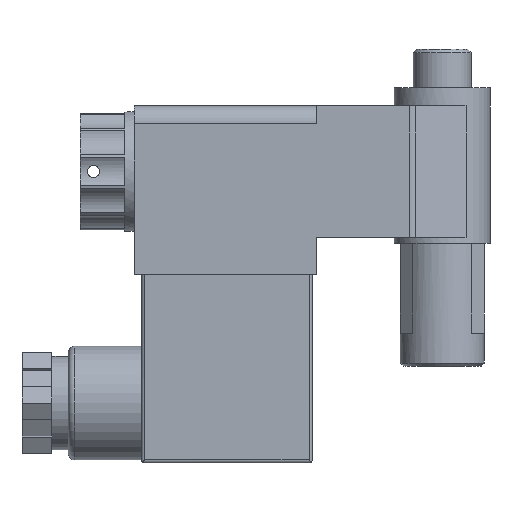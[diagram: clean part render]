
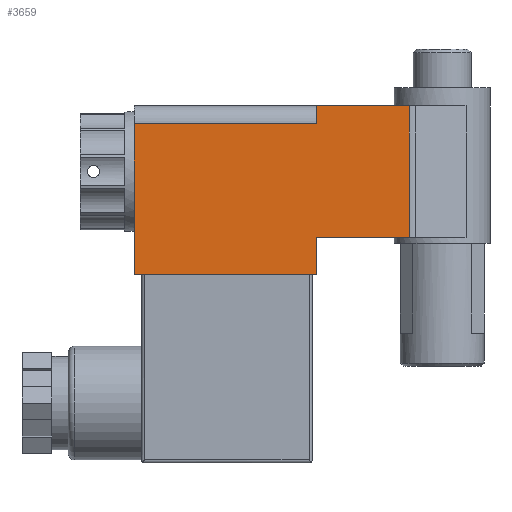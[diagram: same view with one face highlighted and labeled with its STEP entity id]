
A CAD part, left-side view. The second image highlights one B-rep face of the part: STEP entity #3659.
In plain terms, the highlighted planar face has unit normal (-1, 0, 0).
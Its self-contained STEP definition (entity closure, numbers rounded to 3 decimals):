
#85=PLANE('',#3850);
#495=ORIENTED_EDGE('',*,*,#1190,.T.);
#496=ORIENTED_EDGE('',*,*,#1191,.T.);
#497=ORIENTED_EDGE('',*,*,#1192,.T.);
#498=ORIENTED_EDGE('',*,*,#1172,.F.);
#499=ORIENTED_EDGE('',*,*,#1193,.F.);
#500=ORIENTED_EDGE('',*,*,#1194,.F.);
#501=ORIENTED_EDGE('',*,*,#1195,.F.);
#502=ORIENTED_EDGE('',*,*,#1188,.T.);
#1172=EDGE_CURVE('',#1511,#1512,#1766,.T.);
#1188=EDGE_CURVE('',#1522,#1521,#1776,.T.);
#1190=EDGE_CURVE('',#1521,#1523,#1778,.T.);
#1191=EDGE_CURVE('',#1523,#1524,#1779,.T.);
#1192=EDGE_CURVE('',#1524,#1512,#1780,.T.);
#1193=EDGE_CURVE('',#1525,#1511,#1781,.T.);
#1194=EDGE_CURVE('',#1526,#1525,#1782,.T.);
#1195=EDGE_CURVE('',#1522,#1526,#1783,.T.);
#1511=VERTEX_POINT('',#5240);
#1512=VERTEX_POINT('',#5242);
#1521=VERTEX_POINT('',#5268);
#1522=VERTEX_POINT('',#5270);
#1523=VERTEX_POINT('',#5274);
#1524=VERTEX_POINT('',#5276);
#1525=VERTEX_POINT('',#5279);
#1526=VERTEX_POINT('',#5281);
#1766=LINE('',#5241,#2005);
#1776=LINE('',#5269,#2015);
#1778=LINE('',#5273,#2017);
#1779=LINE('',#5275,#2018);
#1780=LINE('',#5277,#2019);
#1781=LINE('',#5278,#2020);
#1782=LINE('',#5280,#2021);
#1783=LINE('',#5282,#2022);
#2005=VECTOR('',#4331,1000.);
#2015=VECTOR('',#4357,1000.);
#2017=VECTOR('',#4361,1000.);
#2018=VECTOR('',#4362,1000.);
#2019=VECTOR('',#4363,1000.);
#2020=VECTOR('',#4364,1000.);
#2021=VECTOR('',#4365,1000.);
#2022=VECTOR('',#4366,1000.);
#2148=EDGE_LOOP('',(#495,#496,#497,#498,#499,#500,#501,#502));
#2341=FACE_BOUND('',#2148,.T.);
#3659=ADVANCED_FACE('',(#2341),#85,.F.);
#3850=AXIS2_PLACEMENT_3D('',#5272,#4359,#4360);
#4331=DIRECTION('',(0.,-1.,0.));
#4357=DIRECTION('',(0.,-1.,0.));
#4359=DIRECTION('',(1.,0.,0.));
#4360=DIRECTION('',(0.,0.,-1.));
#4361=DIRECTION('',(0.,0.,1.));
#4362=DIRECTION('',(0.,-1.,0.));
#4363=DIRECTION('',(0.,0.,1.));
#4364=DIRECTION('',(0.,0.,1.));
#4365=DIRECTION('',(0.,-1.,0.));
#4366=DIRECTION('',(0.,0.,1.));
#5240=CARTESIAN_POINT('',(-11.,0.,11.));
#5241=CARTESIAN_POINT('',(-11.,0.,11.));
#5242=CARTESIAN_POINT('',(-11.,-15.466,11.));
#5268=CARTESIAN_POINT('',(-11.,0.,-17.2));
#5269=CARTESIAN_POINT('',(-11.,30.5,-17.2));
#5270=CARTESIAN_POINT('',(-11.,30.5,-17.2));
#5272=CARTESIAN_POINT('',(-11.,30.5,-17.2));
#5273=CARTESIAN_POINT('',(-11.,0.,-17.2));
#5274=CARTESIAN_POINT('',(-11.,0.,-11.));
#5275=CARTESIAN_POINT('',(-11.,0.,-11.));
#5276=CARTESIAN_POINT('',(-11.,-15.466,-11.));
#5277=CARTESIAN_POINT('',(-11.,-15.466,-11.));
#5278=CARTESIAN_POINT('',(-11.,0.,-11.));
#5279=CARTESIAN_POINT('',(-11.,0.,8.));
#5280=CARTESIAN_POINT('',(-11.,30.5,8.));
#5281=CARTESIAN_POINT('',(-11.,30.5,8.));
#5282=CARTESIAN_POINT('',(-11.,30.5,-17.2));
